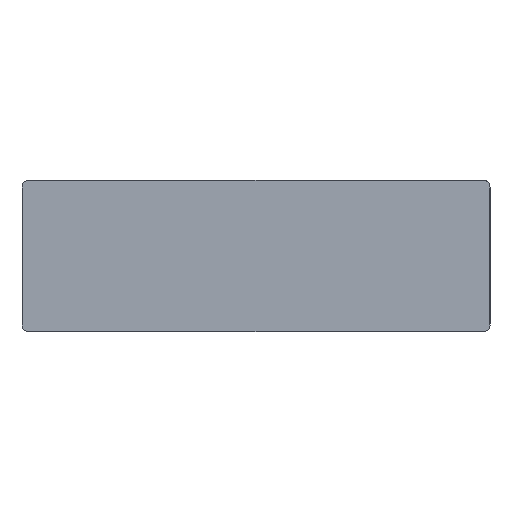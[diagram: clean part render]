
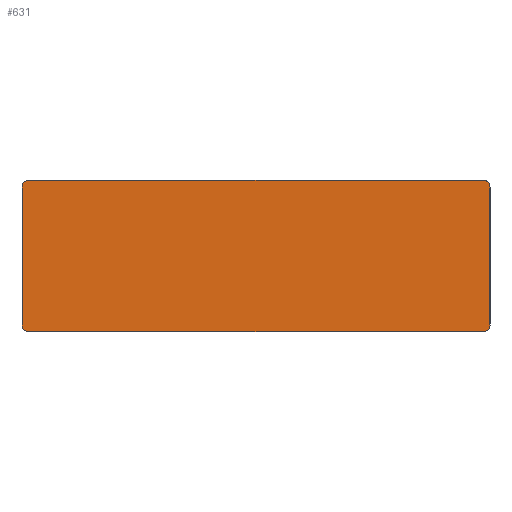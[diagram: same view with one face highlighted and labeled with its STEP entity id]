
A CAD part, top view. The second image highlights one B-rep face of the part: STEP entity #631.
In plain terms, the highlighted planar face has unit normal (0, 0, 1).
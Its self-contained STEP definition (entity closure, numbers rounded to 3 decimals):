
#32 = ORIENTED_EDGE ( 'NONE', *, *, #479, .T. ) ;
#38 = ORIENTED_EDGE ( 'NONE', *, *, #850, .T. ) ;
#49 = AXIS2_PLACEMENT_3D ( 'NONE', #2044, #990, #2226 ) ;
#116 = DIRECTION ( 'NONE',  ( 1., 0., 0. ) ) ;
#173 = VECTOR ( 'NONE', #679, 1000. ) ;
#220 = VERTEX_POINT ( 'NONE', #921 ) ;
#224 = CARTESIAN_POINT ( 'NONE',  ( -107.675, -35.85, 15. ) ) ;
#265 = EDGE_CURVE ( 'NONE', #1670, #220, #1219, .T. ) ;
#293 = DIRECTION ( 'NONE',  ( 0., 0., 1. ) ) ;
#376 = CARTESIAN_POINT ( 'NONE',  ( -107.675, -35.85, 15. ) ) ;
#396 = LINE ( 'NONE', #224, #1709 ) ;
#426 = DIRECTION ( 'NONE',  ( 0., 0., 1. ) ) ;
#444 = FACE_OUTER_BOUND ( 'NONE', #687, .T. ) ;
#469 = CIRCLE ( 'NONE', #1432, 3.175 ) ;
#479 = EDGE_CURVE ( 'NONE', #220, #696, #1259, .T. ) ;
#493 = CARTESIAN_POINT ( 'NONE',  ( 107.675, 35.85, 15. ) ) ;
#551 = ORIENTED_EDGE ( 'NONE', *, *, #1286, .T. ) ;
#570 = AXIS2_PLACEMENT_3D ( 'NONE', #2272, #1207, #116 ) ;
#631 = ADVANCED_FACE ( 'NONE', ( #444 ), #789, .T. ) ;
#639 = ORIENTED_EDGE ( 'NONE', *, *, #2329, .T. ) ;
#641 = VERTEX_POINT ( 'NONE', #2205 ) ;
#676 = CARTESIAN_POINT ( 'NONE',  ( -110.85, 32.675, 15. ) ) ;
#679 = DIRECTION ( 'NONE',  ( -1., 0., 0. ) ) ;
#687 = EDGE_LOOP ( 'NONE', ( #551, #1600, #32, #1480, #639, #1378, #38, #2084 ) ) ;
#693 = VECTOR ( 'NONE', #1536, 1000. ) ;
#696 = VERTEX_POINT ( 'NONE', #2251 ) ;
#789 = PLANE ( 'NONE',  #1626 ) ;
#850 = EDGE_CURVE ( 'NONE', #641, #1810, #2067, .T. ) ;
#921 = CARTESIAN_POINT ( 'NONE',  ( 110.85, 32.675, 15. ) ) ;
#928 = EDGE_CURVE ( 'NONE', #1810, #1575, #396, .T. ) ;
#965 = DIRECTION ( 'NONE',  ( 1., 0., 0. ) ) ;
#975 = AXIS2_PLACEMENT_3D ( 'NONE', #1493, #426, #1677 ) ;
#990 = DIRECTION ( 'NONE',  ( 0., 0., 1. ) ) ;
#1126 = LINE ( 'NONE', #493, #173 ) ;
#1207 = DIRECTION ( 'NONE',  ( 0., 0., 1. ) ) ;
#1210 = VECTOR ( 'NONE', #2260, 1000. ) ;
#1219 = LINE ( 'NONE', #1362, #693 ) ;
#1240 = CARTESIAN_POINT ( 'NONE',  ( 107.675, -35.85, 15. ) ) ;
#1256 = EDGE_CURVE ( 'NONE', #1451, #641, #1681, .T. ) ;
#1259 = CIRCLE ( 'NONE', #49, 3.175 ) ;
#1286 = EDGE_CURVE ( 'NONE', #1575, #1670, #1569, .T. ) ;
#1350 = CARTESIAN_POINT ( 'NONE',  ( -107.675, 35.85, 15. ) ) ;
#1362 = CARTESIAN_POINT ( 'NONE',  ( 110.85, -32.675, 15. ) ) ;
#1366 = CARTESIAN_POINT ( 'NONE',  ( -107.675, 32.675, 15. ) ) ;
#1378 = ORIENTED_EDGE ( 'NONE', *, *, #1256, .T. ) ;
#1432 = AXIS2_PLACEMENT_3D ( 'NONE', #1366, #293, #1543 ) ;
#1451 = VERTEX_POINT ( 'NONE', #676 ) ;
#1466 = DIRECTION ( 'NONE',  ( 1., 0., 0. ) ) ;
#1480 = ORIENTED_EDGE ( 'NONE', *, *, #2128, .T. ) ;
#1493 = CARTESIAN_POINT ( 'NONE',  ( -107.675, -32.675, 15. ) ) ;
#1496 = CARTESIAN_POINT ( 'NONE',  ( 107.675, -32.675, 15. ) ) ;
#1536 = DIRECTION ( 'NONE',  ( 0., 1., 0. ) ) ;
#1543 = DIRECTION ( 'NONE',  ( 1., 0., 0. ) ) ;
#1569 = CIRCLE ( 'NONE', #570, 3.175 ) ;
#1575 = VERTEX_POINT ( 'NONE', #1240 ) ;
#1600 = ORIENTED_EDGE ( 'NONE', *, *, #265, .T. ) ;
#1626 = AXIS2_PLACEMENT_3D ( 'NONE', #1496, #2019, #965 ) ;
#1670 = VERTEX_POINT ( 'NONE', #2147 ) ;
#1677 = DIRECTION ( 'NONE',  ( 1., 0., 0. ) ) ;
#1681 = LINE ( 'NONE', #1722, #1210 ) ;
#1709 = VECTOR ( 'NONE', #1466, 1000. ) ;
#1722 = CARTESIAN_POINT ( 'NONE',  ( -110.85, 32.675, 15. ) ) ;
#1810 = VERTEX_POINT ( 'NONE', #376 ) ;
#2019 = DIRECTION ( 'NONE',  ( 0., 0., 1. ) ) ;
#2044 = CARTESIAN_POINT ( 'NONE',  ( 107.675, 32.675, 15. ) ) ;
#2067 = CIRCLE ( 'NONE', #975, 3.175 ) ;
#2084 = ORIENTED_EDGE ( 'NONE', *, *, #928, .T. ) ;
#2128 = EDGE_CURVE ( 'NONE', #696, #2250, #1126, .T. ) ;
#2147 = CARTESIAN_POINT ( 'NONE',  ( 110.85, -32.675, 15. ) ) ;
#2205 = CARTESIAN_POINT ( 'NONE',  ( -110.85, -32.675, 15. ) ) ;
#2226 = DIRECTION ( 'NONE',  ( 1., 0., 0. ) ) ;
#2250 = VERTEX_POINT ( 'NONE', #1350 ) ;
#2251 = CARTESIAN_POINT ( 'NONE',  ( 107.675, 35.85, 15. ) ) ;
#2260 = DIRECTION ( 'NONE',  ( 0., -1., 0. ) ) ;
#2272 = CARTESIAN_POINT ( 'NONE',  ( 107.675, -32.675, 15. ) ) ;
#2329 = EDGE_CURVE ( 'NONE', #2250, #1451, #469, .T. ) ;
